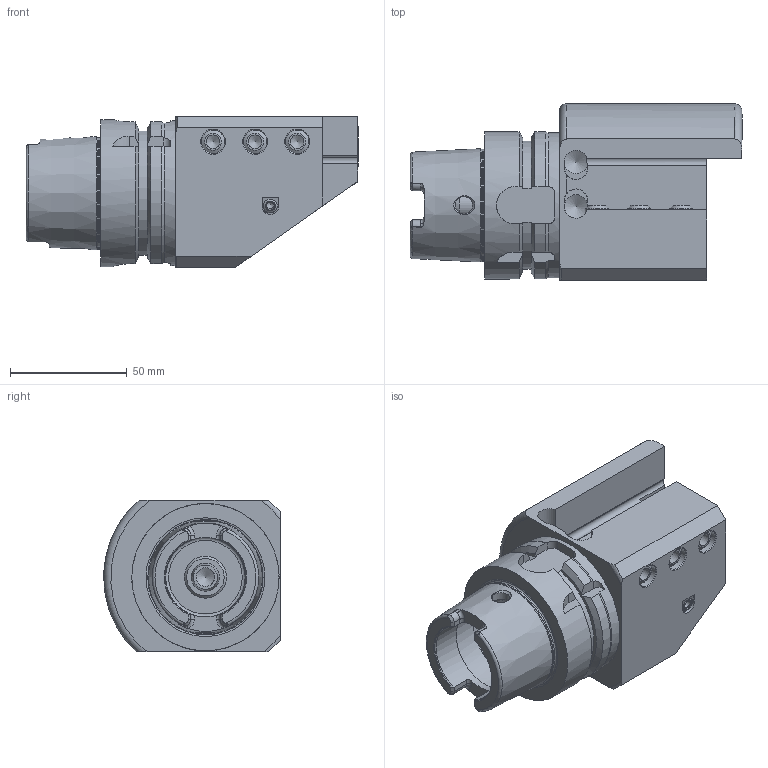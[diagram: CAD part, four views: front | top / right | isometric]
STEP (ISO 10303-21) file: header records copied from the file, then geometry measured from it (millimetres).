
FILE_DESCRIPTION((''),'2;1');
FILE_NAME('590075040095-3D.stp','2021-09-04T14:00:08',('nttooll'),(''),'Autodesk Inventor 2012','Autodesk Inventor 2012','');
FILE_SCHEMA(('AUTOMOTIVE_DESIGN { 1 0 10303 214 1 1 1 1 }'));
Length unit declared in the file: millimetre
Products named in the file (1): 590075040095-3D
Bounding box: 142 x 75.49 x 65 mm (x, y, z)
Volume: 334222.8 mm3; surface area: 49304.6 mm2
Topology: 1 solids, 1 shells, 216 faces, 554 edges, 355 vertices
Faces by surface type: plane 84, cylinder 64, cone 48, torus 18, sphere 2
Full cylindrical faces by diameter (mm): 2 x1, 3.464 x1, 4 x1, 4.3 x1, 5.2 x1, 5.774 x3, 6 x2, 7.5 x2, 8 x2, 10 x6, 10.5 x1, 11.3 x1, 12 x1, 16 x1, 18 x1, 34 x1, 34.5 x1, 40 x1, 48 x1, 62 x1, 63 x1
Entity records: 6523 total; most frequent: CARTESIAN_POINT 1741, DIRECTION 994, ORIENTED_EDGE 916, EDGE_CURVE 458, AXIS2_PLACEMENT_3D 412, VERTEX_POINT 326, EDGE_LOOP 304, FACE_OUTER_BOUND 216
